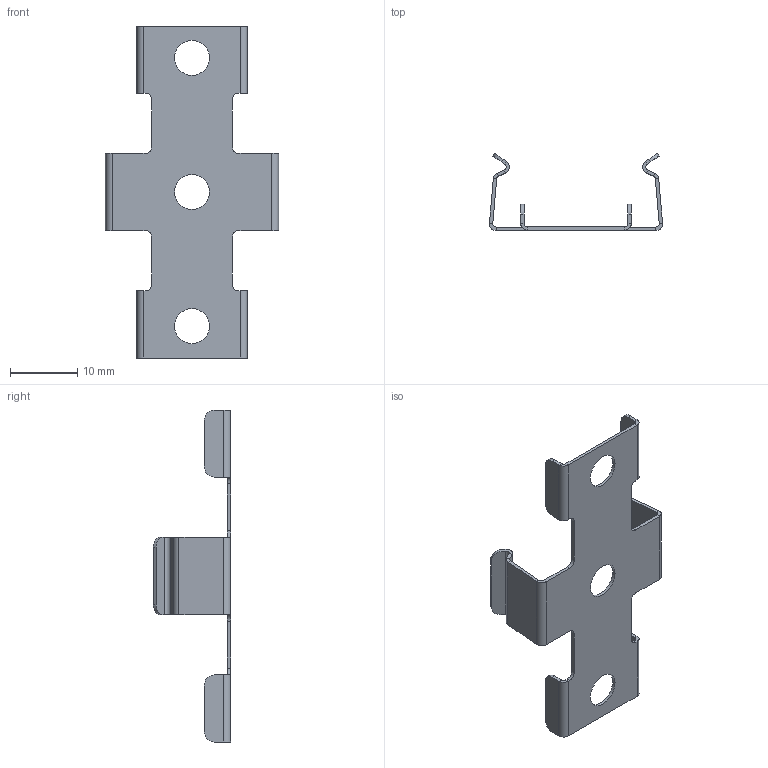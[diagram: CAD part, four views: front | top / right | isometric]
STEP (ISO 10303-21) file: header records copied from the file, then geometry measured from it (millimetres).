
FILE_DESCRIPTION((''),'2;1');
FILE_NAME('231081_SM01_ASM','2023-01-20T10:49:31',('PDMAdmin'),('BANNER ENGINEERING'),'CREO PARAMETRIC BY PTC INC, 2019292','CREO PARAMETRIC BY PTC INC, 2019292','');
FILE_SCHEMA(('CONFIG_CONTROL_DESIGN'));
Length unit declared in the file: millimetre
Products named in the file (2): 231081_EP01; 231081_SM01_ASM
Assembly tree (1 placements, depth 2):
  231081_SM01_ASM
    231081_EP01
Bounding box: 25.81 x 11.5 x 49.5 mm (x, y, z)
Surface area: 2513.1 mm2 (no closed solid volume)
Topology: 0 solids, 1 shells, 128 faces, 298 edges, 172 vertices
Faces by surface type: plane 82, cylinder 46
Entity records: 3633 total; most frequent: DIRECTION 652, CARTESIAN_POINT 601, ORIENTED_EDGE 596, EDGE_CURVE 298, AXIS2_PLACEMENT_3D 223, VECTOR 206, LINE 206, VERTEX_POINT 172
